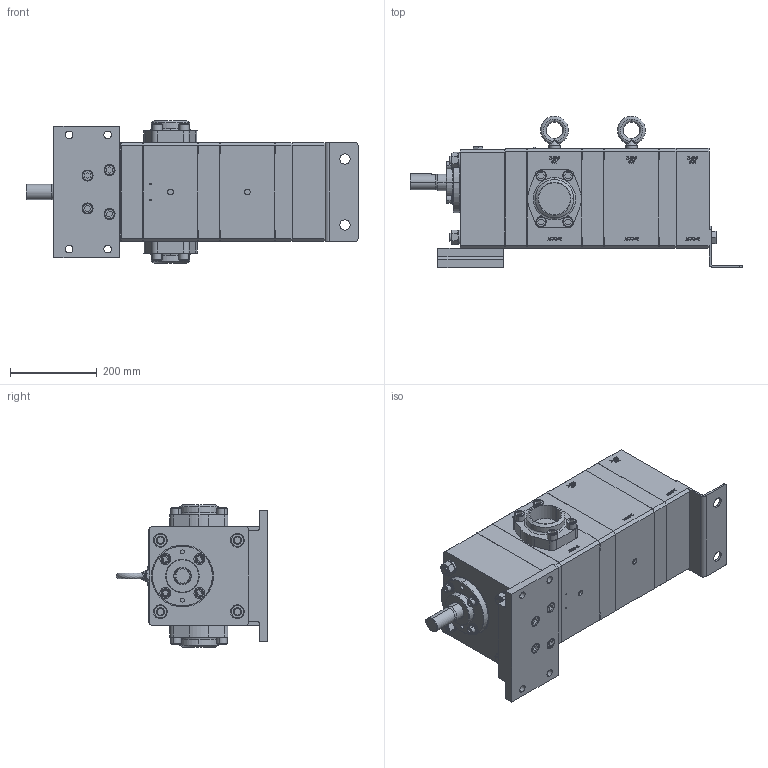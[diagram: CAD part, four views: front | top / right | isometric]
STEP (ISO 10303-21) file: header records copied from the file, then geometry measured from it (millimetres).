
FILE_DESCRIPTION (( 'STEP AP214' ), '1' );
FILE_NAME ('G-1455-15J9-003-BW.STEP', '2019-09-24T18:38:02', ( '' ), ( '' ), 'SwSTEP 2.0', 'SolidWorks 2018', '' );
FILE_SCHEMA (( 'AUTOMOTIVE_DESIGN' ));
Length unit declared in the file: inch
Products named in the file (1): G-1455-15J9-003-BW
Bounding box: 766.78 x 349.45 x 328.68 mm (x, y, z)
Volume: 33404324.4 mm3; surface area: 1075119.5 mm2
Topology: 1 solids, 1 shells, 2429 faces, 6248 edges, 4098 vertices
Faces by surface type: plane 1434, bspline 568, cylinder 274, cone 141, torus 8, sphere 4
Entity records: 134675 total; most frequent: CARTESIAN_POINT 59301, ORIENTED_EDGE 12460, DIRECTION 9390, EDGE_CURVE 6230, VECTOR 4208, LINE 4208, VERTEX_POINT 4096, EDGE_LOOP 2786
